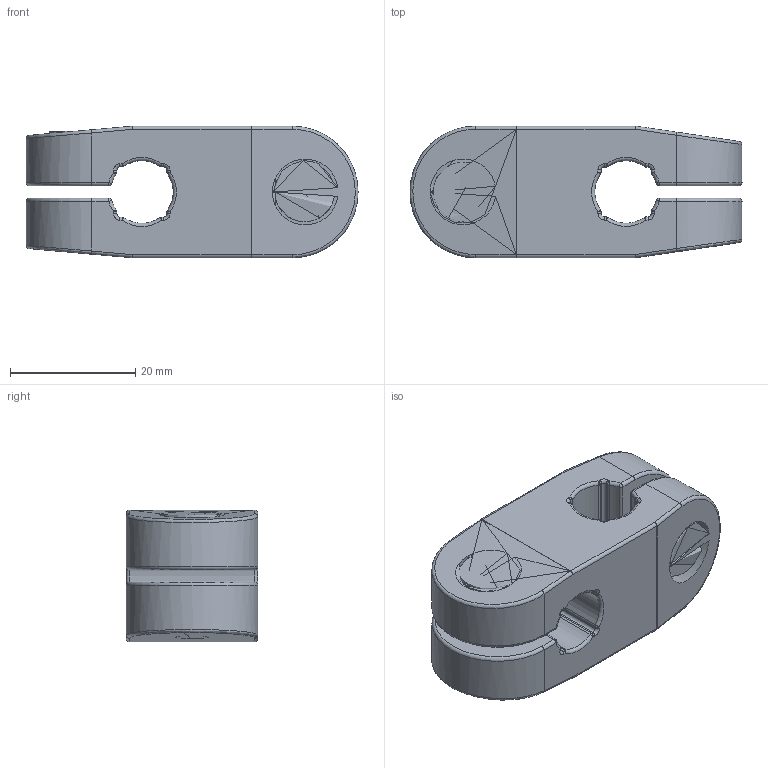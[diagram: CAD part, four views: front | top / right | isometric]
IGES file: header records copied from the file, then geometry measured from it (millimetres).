
Global section: file name: No Iges File Name specified; native system: AutoDesk Inventor R10; preprocessor: AutoDesk Inventor Iges Exporter R10; author: No Author specified; organization: No Organization specified; date: 20060412.121758; units: millimetre
Bounding box: 53 x 21 x 21 mm (x, y, z)
Volume: 14809.5 mm3; surface area: 6633 mm2
Topology: 1 solids, 1 shells, 238 faces, 545 edges, 265 vertices
Faces by surface type: cylinder 80, sphere 48, torus 46, plane 28, bspline 23, revolution 13
